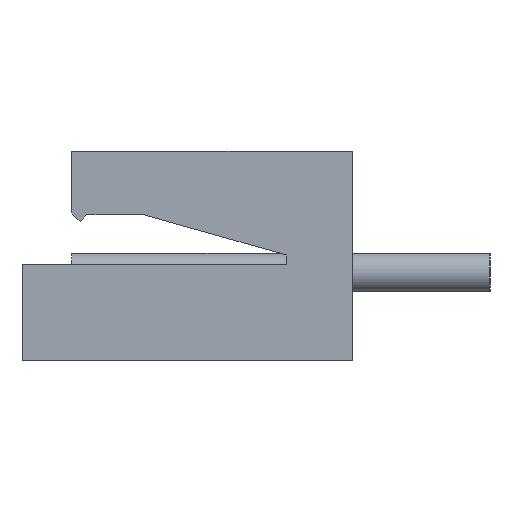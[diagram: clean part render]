
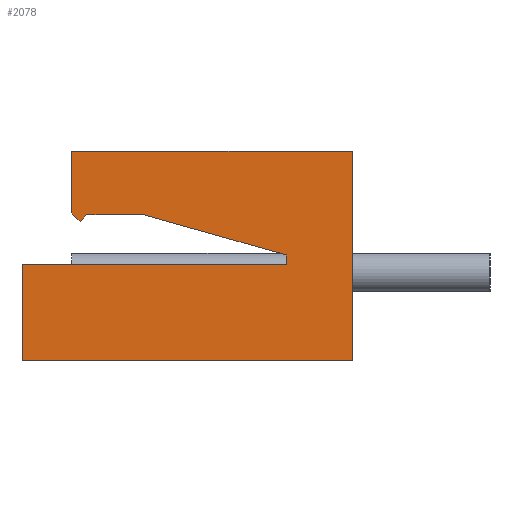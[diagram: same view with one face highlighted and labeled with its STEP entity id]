
A CAD part, left-side view. The second image highlights one B-rep face of the part: STEP entity #2078.
In plain terms, the highlighted planar face has unit normal (-1, 0, 0).
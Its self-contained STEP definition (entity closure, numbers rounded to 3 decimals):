
#7 = DIRECTION ( 'NONE',  ( 0., 1., 0. ) ) ;
#8 = VECTOR ( 'NONE', #7, 1000. ) ;
#14 = CARTESIAN_POINT ( 'NONE',  ( 0., 3.795, 2.651 ) ) ;
#15 = DIRECTION ( 'NONE',  ( 0., 0.962, 0.272 ) ) ;
#16 = VECTOR ( 'NONE', #15, 1000. ) ;
#17 = CARTESIAN_POINT ( 'NONE',  ( 0., 0.58, 1.744 ) ) ;
#18 = LINE ( 'NONE', #17, #16 ) ;
#31 = CARTESIAN_POINT ( 'NONE',  ( 0., 4.821, 2.651 ) ) ;
#85 = DIRECTION ( 'NONE',  ( 0., 0., -1. ) ) ;
#86 = VECTOR ( 'NONE', #85, 1000. ) ;
#87 = CARTESIAN_POINT ( 'NONE',  ( 0., 6., 3.8 ) ) ;
#88 = LINE ( 'NONE', #87, #86 ) ;
#112 = CARTESIAN_POINT ( 'NONE',  ( 0., 0., 2.651 ) ) ;
#113 = LINE ( 'NONE', #112, #8 ) ;
#126 = DIRECTION ( 'NONE',  ( 0., 0., -1. ) ) ;
#127 = VECTOR ( 'NONE', #126, 1000. ) ;
#128 = CARTESIAN_POINT ( 'NONE',  ( 0., 0., 3.8 ) ) ;
#129 = LINE ( 'NONE', #128, #127 ) ;
#196 = CARTESIAN_POINT ( 'NONE',  ( 0., 3.109, 0.691 ) ) ;
#197 = LINE ( 'NONE', #196, #203 ) ;
#201 = FACE_OUTER_BOUND ( 'NONE', #2079, .T. ) ;
#202 = DIRECTION ( 'NONE',  ( 0., 0.707, 0.707 ) ) ;
#203 = VECTOR ( 'NONE', #202, 1000. ) ;
#208 = DIRECTION ( 'NONE',  ( 0., -1., 0. ) ) ;
#239 = CARTESIAN_POINT ( 'NONE',  ( 0., 0., 3.8 ) ) ;
#243 = VECTOR ( 'NONE', #208, 1000. ) ;
#244 = LINE ( 'NONE', #239, #243 ) ;
#260 = DIRECTION ( 'NONE',  ( 0., 1., 0. ) ) ;
#261 = VECTOR ( 'NONE', #260, 1000. ) ;
#264 = CARTESIAN_POINT ( 'NONE',  ( 0., 4.945, 2.526 ) ) ;
#265 = DIRECTION ( 'NONE',  ( 0., 0.707, -0.707 ) ) ;
#266 = VECTOR ( 'NONE', #265, 1000. ) ;
#267 = CARTESIAN_POINT ( 'NONE',  ( 0., 1.836, 5.636 ) ) ;
#268 = LINE ( 'NONE', #267, #266 ) ;
#269 = CARTESIAN_POINT ( 'NONE',  ( 0., 1.2, 1.75 ) ) ;
#287 = CARTESIAN_POINT ( 'NONE',  ( 0., 6., 1.75 ) ) ;
#288 = LINE ( 'NONE', #287, #261 ) ;
#290 = CARTESIAN_POINT ( 'NONE',  ( 0., 6., 1.75 ) ) ;
#304 = CARTESIAN_POINT ( 'NONE',  ( 0., 0., 3.8 ) ) ;
#309 = DIRECTION ( 'NONE',  ( 1., 0., 0. ) ) ;
#318 = PLANE ( 'NONE',  #322 ) ;
#319 = DIRECTION ( 'NONE',  ( 0., 0., -1. ) ) ;
#322 = AXIS2_PLACEMENT_3D ( 'NONE', #304, #309, #319 ) ;
#405 = CARTESIAN_POINT ( 'NONE',  ( 0., 1.2, 1.918 ) ) ;
#411 = CARTESIAN_POINT ( 'NONE',  ( 0., 1.2, 3.8 ) ) ;
#413 = DIRECTION ( 'NONE',  ( 0., 0., 1. ) ) ;
#417 = VECTOR ( 'NONE', #413, 1000. ) ;
#419 = LINE ( 'NONE', #411, #417 ) ;
#608 = DIRECTION ( 'NONE',  ( 0., 0., -1. ) ) ;
#609 = VECTOR ( 'NONE', #608, 1000. ) ;
#610 = CARTESIAN_POINT ( 'NONE',  ( 0., 5.1, 3.8 ) ) ;
#611 = LINE ( 'NONE', #610, #609 ) ;
#613 = CARTESIAN_POINT ( 'NONE',  ( 0., 5.1, 2.681 ) ) ;
#619 = CARTESIAN_POINT ( 'NONE',  ( 0., 5.1, 3.8 ) ) ;
#1631 = CARTESIAN_POINT ( 'NONE',  ( 0., 6., 0. ) ) ;
#1636 = CARTESIAN_POINT ( 'NONE',  ( 0., 0., 0. ) ) ;
#1683 = CARTESIAN_POINT ( 'NONE',  ( 0., 0., 3.8 ) ) ;
#1727 = DIRECTION ( 'NONE',  ( 0., -1., 0. ) ) ;
#1728 = VECTOR ( 'NONE', #1727, 1000. ) ;
#1729 = CARTESIAN_POINT ( 'NONE',  ( 0., 0., 0. ) ) ;
#1730 = LINE ( 'NONE', #1729, #1728 ) ;
#1938 = ORIENTED_EDGE ( 'NONE', *, *, #2026, .F. ) ;
#1939 = VERTEX_POINT ( 'NONE', #1631 ) ;
#1942 = VERTEX_POINT ( 'NONE', #1683 ) ;
#1945 = ORIENTED_EDGE ( 'NONE', *, *, #1961, .T. ) ;
#1946 = ORIENTED_EDGE ( 'NONE', *, *, #2086, .F. ) ;
#1947 = VERTEX_POINT ( 'NONE', #1636 ) ;
#1961 = EDGE_CURVE ( 'NONE', #1939, #1947, #1730, .T. ) ;
#2012 = ORIENTED_EDGE ( 'NONE', *, *, #2100, .T. ) ;
#2013 = ORIENTED_EDGE ( 'NONE', *, *, #2014, .T. ) ;
#2014 = EDGE_CURVE ( 'NONE', #2098, #1939, #88, .T. ) ;
#2015 = VERTEX_POINT ( 'NONE', #31 ) ;
#2026 = EDGE_CURVE ( 'NONE', #2028, #2015, #113, .T. ) ;
#2027 = EDGE_CURVE ( 'NONE', #2145, #2028, #18, .T. ) ;
#2028 = VERTEX_POINT ( 'NONE', #14 ) ;
#2062 = ORIENTED_EDGE ( 'NONE', *, *, #2067, .F. ) ;
#2063 = ORIENTED_EDGE ( 'NONE', *, *, #2027, .F. ) ;
#2064 = ORIENTED_EDGE ( 'NONE', *, *, #2066, .F. ) ;
#2065 = ORIENTED_EDGE ( 'NONE', *, *, #2076, .F. ) ;
#2066 = EDGE_CURVE ( 'NONE', #1942, #1947, #129, .T. ) ;
#2067 = EDGE_CURVE ( 'NONE', #2198, #1942, #244, .T. ) ;
#2068 = ORIENTED_EDGE ( 'NONE', *, *, #2207, .T. ) ;
#2076 = EDGE_CURVE ( 'NONE', #2087, #2205, #197, .T. ) ;
#2078 = ADVANCED_FACE ( 'NONE', ( #201 ), #318, .F. ) ;
#2079 = EDGE_LOOP ( 'NONE', ( #2080, #2012, #2013, #1945, #2064, #2062, #2068, #2065, #1946, #1938, #2063 ) ) ;
#2080 = ORIENTED_EDGE ( 'NONE', *, *, #2144, .F. ) ;
#2086 = EDGE_CURVE ( 'NONE', #2015, #2087, #268, .T. ) ;
#2087 = VERTEX_POINT ( 'NONE', #264 ) ;
#2091 = VERTEX_POINT ( 'NONE', #269 ) ;
#2098 = VERTEX_POINT ( 'NONE', #290 ) ;
#2100 = EDGE_CURVE ( 'NONE', #2091, #2098, #288, .T. ) ;
#2144 = EDGE_CURVE ( 'NONE', #2091, #2145, #419, .T. ) ;
#2145 = VERTEX_POINT ( 'NONE', #405 ) ;
#2198 = VERTEX_POINT ( 'NONE', #619 ) ;
#2205 = VERTEX_POINT ( 'NONE', #613 ) ;
#2207 = EDGE_CURVE ( 'NONE', #2198, #2205, #611, .T. ) ;
